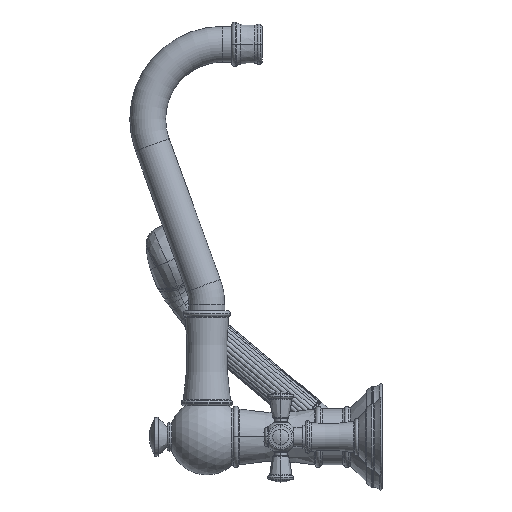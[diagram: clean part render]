
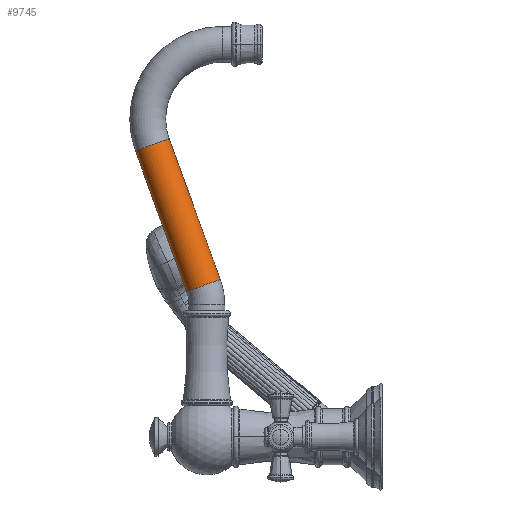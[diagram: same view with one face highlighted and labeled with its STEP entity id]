
A CAD part, left-side view. The second image highlights one B-rep face of the part: STEP entity #9745.
In plain terms, the highlighted cylindrical face has radius 12.7 mm (diameter 25.4 mm), a partial arc.
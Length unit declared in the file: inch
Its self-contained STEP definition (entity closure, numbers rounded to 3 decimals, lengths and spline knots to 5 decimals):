
#8032=DIRECTION('',(0.,0.342,0.94));
#8033=VECTOR('',#8032,4.17863);
#8034=CARTESIAN_POINT('',(-0.0625,4.51629,4.39484));
#8035=LINE('',#8034,#8033);
#8036=CARTESIAN_POINT('',(-0.0625,4.98614,4.22383));
#8037=DIRECTION('',(0.,0.342,0.94));
#8038=DIRECTION('',(0.,0.94,-0.342));
#8039=AXIS2_PLACEMENT_3D('',#8036,#8037,#8038);
#8041=DIRECTION('',(0.,0.342,0.94));
#8042=VECTOR('',#8041,4.17863);
#8043=CARTESIAN_POINT('',(-0.0625,5.45598,4.05282));
#8044=LINE('',#8043,#8042);
#8045=CARTESIAN_POINT('',(-0.0625,6.41531,8.15046));
#8046=DIRECTION('',(0.,0.342,0.94));
#8047=DIRECTION('',(0.,0.94,-0.342));
#8048=AXIS2_PLACEMENT_3D('',#8045,#8046,#8047);
#8387=CARTESIAN_POINT('',(-0.0625,4.51629,4.39484));
#8388=CARTESIAN_POINT('',(-0.0625,5.45598,4.05282));
#8389=VERTEX_POINT('',#8387);
#8390=VERTEX_POINT('',#8388);
#8391=CARTESIAN_POINT('',(-0.0625,5.94546,8.32147));
#8392=CARTESIAN_POINT('',(-0.0625,6.88516,7.97945));
#8393=VERTEX_POINT('',#8391);
#8394=VERTEX_POINT('',#8392);
#9733=CARTESIAN_POINT('',(-0.0625,4.98614,4.22383));
#9734=DIRECTION('',(0.,0.342,0.94));
#9735=DIRECTION('',(0.,-0.94,0.342));
#9736=AXIS2_PLACEMENT_3D('',#9733,#9734,#9735);
#9737=CYLINDRICAL_SURFACE('',#9736,0.5);
#9738=ORIENTED_EDGE('',*,*,#9698,.F.);
#9739=ORIENTED_EDGE('',*,*,#9728,.T.);
#9741=ORIENTED_EDGE('',*,*,#9740,.T.);
#9742=ORIENTED_EDGE('',*,*,#9724,.F.);
#9743=EDGE_LOOP('',(#9738,#9739,#9741,#9742));
#9744=FACE_OUTER_BOUND('',#9743,.F.);
#9745=ADVANCED_FACE('',(#9744),#9737,.T.);
#8040=CIRCLE('',#8039,0.5);
#8049=CIRCLE('',#8048,0.5);
#9698=EDGE_CURVE('',#8390,#8389,#8040,.T.);
#9724=EDGE_CURVE('',#8389,#8393,#8035,.T.);
#9728=EDGE_CURVE('',#8390,#8394,#8044,.T.);
#9740=EDGE_CURVE('',#8394,#8393,#8049,.T.);
